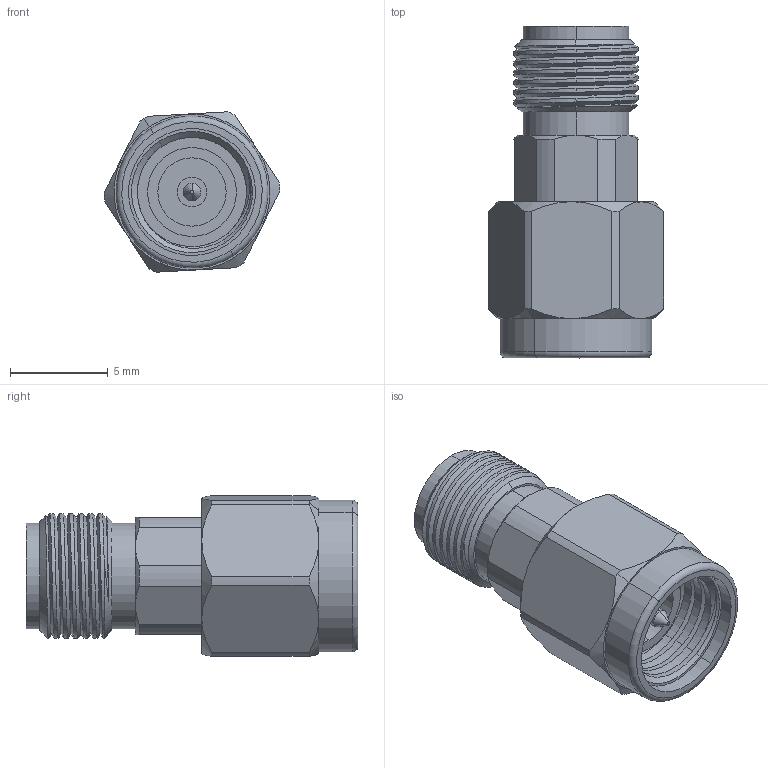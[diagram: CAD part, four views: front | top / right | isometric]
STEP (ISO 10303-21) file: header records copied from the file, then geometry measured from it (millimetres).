
FILE_DESCRIPTION (( 'STEP AP214' ), '1' );
FILE_NAME ('CB-3-063-3, DF.STEP', '2025-09-24T18:01:25', ( '' ), ( '' ), 'SwSTEP 2.0', 'SolidWorks 2021', '' );
FILE_SCHEMA (( 'AUTOMOTIVE_DESIGN' ));
Length unit declared in the file: inch
Products named in the file (1): CB-3-063-3, DF
Bounding box: 9 x 17 x 8.22 mm (x, y, z)
Volume: 519 mm3; surface area: 899.2 mm2
Topology: 2 solids, 2 shells, 130 faces, 308 edges, 196 vertices
Faces by surface type: cylinder 64, cone 30, plane 30, bspline 4, torus 2
Entity records: 7589 total; most frequent: CARTESIAN_POINT 2997, ORIENTED_EDGE 616, DIRECTION 588, EDGE_CURVE 308, AXIS2_PLACEMENT_3D 248, VERTEX_POINT 196, EDGE_LOOP 146, UNCERTAINTY_MEASURE_WITH_UNIT 133
